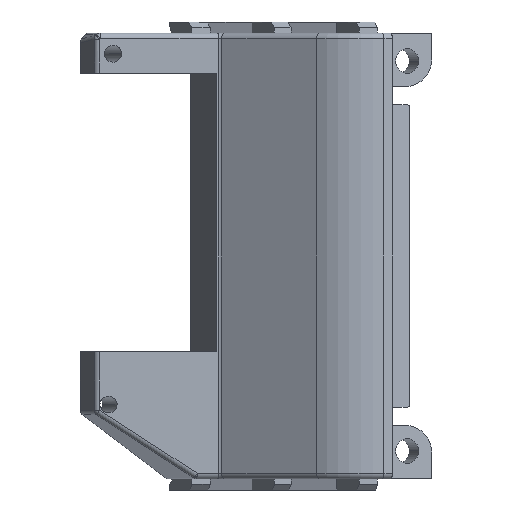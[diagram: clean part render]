
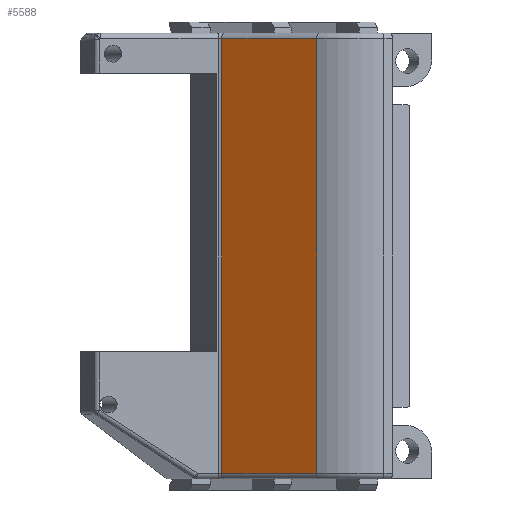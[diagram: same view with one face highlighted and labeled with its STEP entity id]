
A CAD part, front view. The second image highlights one B-rep face of the part: STEP entity #5588.
In plain terms, the highlighted planar face has unit normal (-0.527, -0.85, 0).
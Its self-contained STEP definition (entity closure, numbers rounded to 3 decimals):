
#209 = CARTESIAN_POINT ( 'NONE',  ( -6.782, 6.524, -19.5 ) ) ;
#285 = CARTESIAN_POINT ( 'NONE',  ( -15.306, 11.814, -19.5 ) ) ;
#342 = LINE ( 'NONE', #1469, #7235 ) ;
#539 = DIRECTION ( 'NONE',  ( -0.85, 0.527, 0. ) ) ;
#653 = CARTESIAN_POINT ( 'NONE',  ( -6.782, 6.524, 19.5 ) ) ;
#710 = VECTOR ( 'NONE', #3208, 1000. ) ;
#789 = EDGE_CURVE ( 'NONE', #7408, #7345, #4443, .T. ) ;
#869 = DIRECTION ( 'NONE',  ( 0.85, -0.527, 0. ) ) ;
#1469 = CARTESIAN_POINT ( 'NONE',  ( -15.306, 11.814, -20. ) ) ;
#2318 = LINE ( 'NONE', #5866, #7219 ) ;
#2482 = VECTOR ( 'NONE', #869, 1000. ) ;
#2521 = ORIENTED_EDGE ( 'NONE', *, *, #789, .T. ) ;
#2960 = EDGE_LOOP ( 'NONE', ( #3678, #2521, #6047, #4233 ) ) ;
#3091 = VERTEX_POINT ( 'NONE', #653 ) ;
#3208 = DIRECTION ( 'NONE',  ( 0., 0., -1. ) ) ;
#3319 = LINE ( 'NONE', #6743, #710 ) ;
#3643 = VERTEX_POINT ( 'NONE', #5633 ) ;
#3678 = ORIENTED_EDGE ( 'NONE', *, *, #5568, .T. ) ;
#3774 = FACE_OUTER_BOUND ( 'NONE', #2960, .T. ) ;
#4233 = ORIENTED_EDGE ( 'NONE', *, *, #4405, .T. ) ;
#4405 = EDGE_CURVE ( 'NONE', #3091, #3643, #2318, .T. ) ;
#4443 = LINE ( 'NONE', #6146, #2482 ) ;
#4498 = PLANE ( 'NONE',  #6738 ) ;
#5120 = CARTESIAN_POINT ( 'NONE',  ( -15.45, 11.903, 20. ) ) ;
#5289 = DIRECTION ( 'NONE',  ( -0.85, 0.527, 0. ) ) ;
#5472 = EDGE_CURVE ( 'NONE', #3091, #7345, #3319, .T. ) ;
#5568 = EDGE_CURVE ( 'NONE', #3643, #7408, #342, .T. ) ;
#5588 = ADVANCED_FACE ( 'NONE', ( #3774 ), #4498, .F. ) ;
#5633 = CARTESIAN_POINT ( 'NONE',  ( -15.306, 11.814, 19.5 ) ) ;
#5736 = DIRECTION ( 'NONE',  ( 0.527, 0.85, 0. ) ) ;
#5866 = CARTESIAN_POINT ( 'NONE',  ( -15.45, 11.903, 19.5 ) ) ;
#6047 = ORIENTED_EDGE ( 'NONE', *, *, #5472, .F. ) ;
#6146 = CARTESIAN_POINT ( 'NONE',  ( -15.45, 11.903, -19.5 ) ) ;
#6738 = AXIS2_PLACEMENT_3D ( 'NONE', #5120, #5736, #539 ) ;
#6743 = CARTESIAN_POINT ( 'NONE',  ( -6.782, 6.524, 20. ) ) ;
#6824 = DIRECTION ( 'NONE',  ( 0., 0., -1. ) ) ;
#7219 = VECTOR ( 'NONE', #5289, 1000. ) ;
#7235 = VECTOR ( 'NONE', #6824, 1000. ) ;
#7345 = VERTEX_POINT ( 'NONE', #209 ) ;
#7408 = VERTEX_POINT ( 'NONE', #285 ) ;
